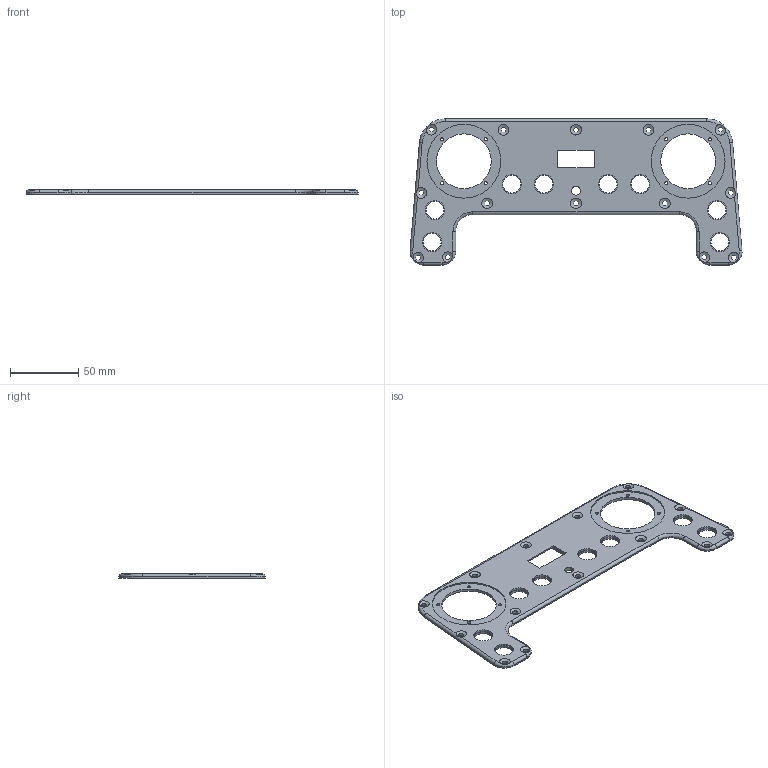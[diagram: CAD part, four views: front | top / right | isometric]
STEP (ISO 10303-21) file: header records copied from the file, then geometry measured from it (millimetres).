
FILE_DESCRIPTION(/* description */ (''),/* implementation_level */ '2;1');
FILE_NAME(/* name */ 'TopCover.step',/* time_stamp */ '2024-02-11T15:01:47+01:00',/* author */ (''),/* organization */ (''),/* preprocessor_version */ 'ST-DEVELOPER v20',/* originating_system */ 'Autodesk Translation Framework v12.14.0.127',/* authorisation */ '');
FILE_SCHEMA (('AUTOMOTIVE_DESIGN { 1 0 10303 214 3 1 1 }'));
Length unit declared in the file: millimetre
Products named in the file (1): TopCover
Bounding box: 242.83 x 107 x 3 mm (x, y, z)
Volume: 39088.1 mm3; surface area: 32996.3 mm2
Topology: 1 solids, 1 shells, 109 faces, 285 edges, 180 vertices
Faces by surface type: cylinder 59, plane 28, cone 14, torus 8
Full cylindrical faces by diameter (mm): 2.3 x8, 3.8 x14, 6.5 x1, 13 x8, 14 x8, 40 x2, 54 x2
Entity records: 3721 total; most frequent: CARTESIAN_POINT 755, DIRECTION 643, ORIENTED_EDGE 570, EDGE_CURVE 285, AXIS2_PLACEMENT_3D 260, VERTEX_POINT 180, EDGE_LOOP 179, CIRCLE 150
